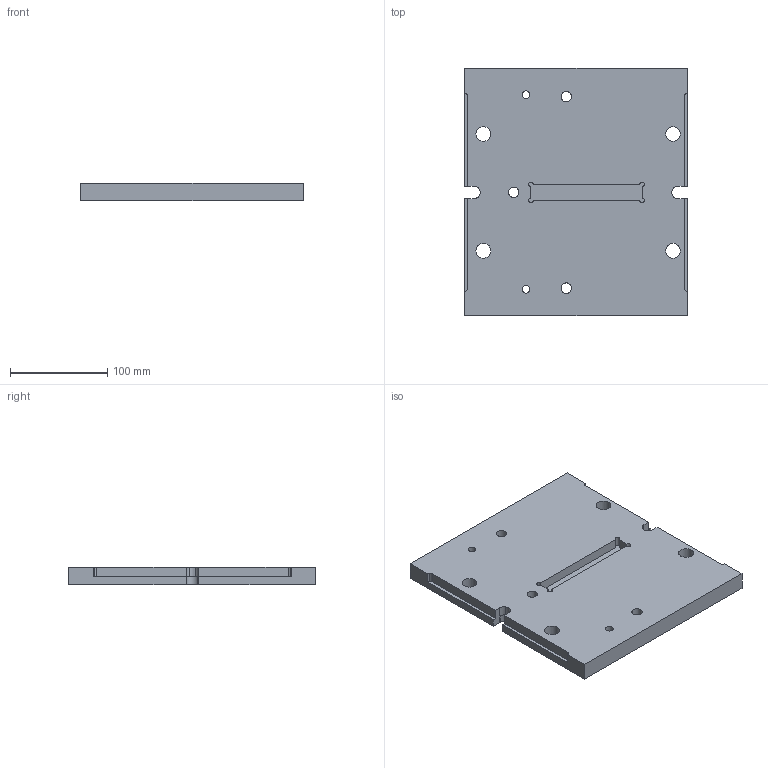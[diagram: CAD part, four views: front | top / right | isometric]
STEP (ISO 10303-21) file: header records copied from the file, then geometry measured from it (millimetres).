
FILE_DESCRIPTION(/* description */ (''),/* implementation_level */ '2;1');
FILE_NAME(/* name */ '4thBasePlate.step',/* time_stamp */ '2020-05-22T09:27:45-07:00',/* author */ (''),/* organization */ (''),/* preprocessor_version */ 'ST-DEVELOPER v18.1',/* originating_system */ 'Autodesk Translation Framework v9.3.0.1241',/* authorisation */ '');
FILE_SCHEMA (('AUTOMOTIVE_DESIGN { 1 0 10303 214 3 1 1 }'));
Length unit declared in the file: inch
Products named in the file (1): (Unsaved)
Bounding box: 228.6 x 254 x 18.45 mm (x, y, z)
Volume: 1013030.2 mm3; surface area: 141126.1 mm2
Topology: 1 solids, 1 shells, 58 faces, 166 edges, 111 vertices
Faces by surface type: plane 25, cylinder 19, bspline 14
Full cylindrical faces by diameter (mm): 7.925 x1, 7.937 x1, 10.719 x3, 15.24 x4
Entity records: 4040 total; most frequent: CARTESIAN_POINT 2478, ORIENTED_EDGE 332, DIRECTION 281, EDGE_CURVE 166, VERTEX_POINT 111, LINE 101, VECTOR 101, AXIS2_PLACEMENT_3D 90
